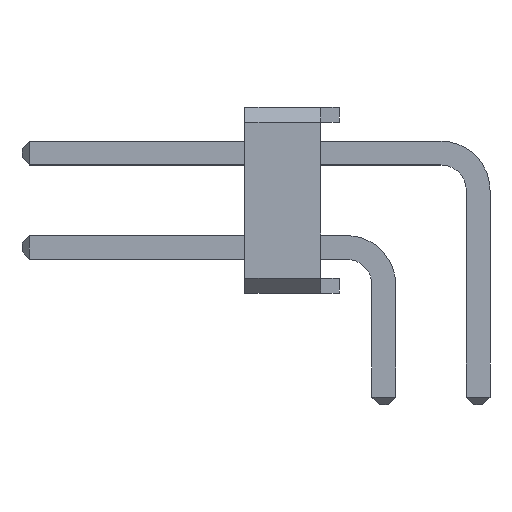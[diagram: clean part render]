
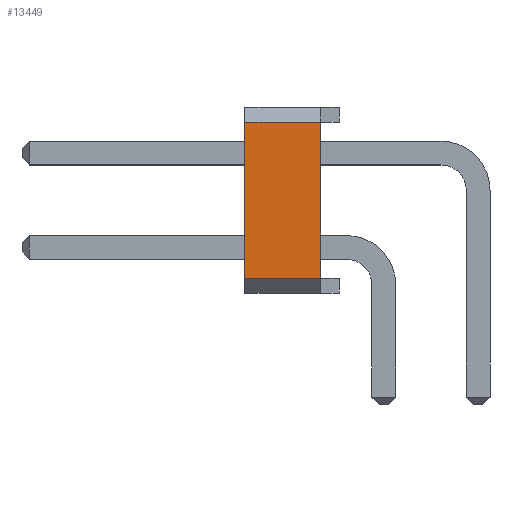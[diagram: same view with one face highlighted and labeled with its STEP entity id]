
A CAD part, left-side view. The second image highlights one B-rep face of the part: STEP entity #13449.
In plain terms, the highlighted planar face has unit normal (-1, 0, 0).
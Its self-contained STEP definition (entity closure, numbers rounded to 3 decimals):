
#832 = LINE ( 'NONE', #6202, #15618 ) ;
#1423 = FACE_OUTER_BOUND ( 'NONE', #5508, .T. ) ;
#2034 = EDGE_CURVE ( 'NONE', #5359, #11880, #5679, .T. ) ;
#2125 = CARTESIAN_POINT ( 'NONE',  ( -13.97, 4.24, 0.4 ) ) ;
#2548 = VECTOR ( 'NONE', #6378, 1000. ) ;
#2736 = DIRECTION ( 'NONE',  ( 0., 0., -1. ) ) ;
#2855 = CARTESIAN_POINT ( 'NONE',  ( -13.97, 6.28, 0.4 ) ) ;
#3646 = CARTESIAN_POINT ( 'NONE',  ( -13.97, 6.28, 4.6 ) ) ;
#4050 = CARTESIAN_POINT ( 'NONE',  ( -13.97, 6.28, 0. ) ) ;
#4878 = DIRECTION ( 'NONE',  ( 0., 0., 1. ) ) ;
#5146 = LINE ( 'NONE', #3646, #2548 ) ;
#5359 = VERTEX_POINT ( 'NONE', #12204 ) ;
#5508 = EDGE_LOOP ( 'NONE', ( #8592, #10131, #16197, #12601 ) ) ;
#5679 = LINE ( 'NONE', #2855, #14800 ) ;
#6202 = CARTESIAN_POINT ( 'NONE',  ( -13.97, 6.28, 0. ) ) ;
#6378 = DIRECTION ( 'NONE',  ( 0., 1., 0. ) ) ;
#6607 = CARTESIAN_POINT ( 'NONE',  ( -13.97, 4.24, 0. ) ) ;
#7765 = EDGE_CURVE ( 'NONE', #15592, #11880, #9797, .T. ) ;
#8231 = DIRECTION ( 'NONE',  ( 0., -1., 0. ) ) ;
#8465 = CARTESIAN_POINT ( 'NONE',  ( -13.97, 4.24, 4.6 ) ) ;
#8592 = ORIENTED_EDGE ( 'NONE', *, *, #7765, .F. ) ;
#9023 = VERTEX_POINT ( 'NONE', #14212 ) ;
#9404 = DIRECTION ( 'NONE',  ( 1., 0., 0. ) ) ;
#9797 = LINE ( 'NONE', #6607, #17282 ) ;
#10131 = ORIENTED_EDGE ( 'NONE', *, *, #14865, .T. ) ;
#11484 = EDGE_CURVE ( 'NONE', #5359, #9023, #832, .T. ) ;
#11880 = VERTEX_POINT ( 'NONE', #2125 ) ;
#11953 = DIRECTION ( 'NONE',  ( 0., 0., -1. ) ) ;
#12204 = CARTESIAN_POINT ( 'NONE',  ( -13.97, 6.28, 0.4 ) ) ;
#12601 = ORIENTED_EDGE ( 'NONE', *, *, #2034, .T. ) ;
#13449 = ADVANCED_FACE ( 'NONE', ( #1423 ), #14772, .F. ) ;
#14212 = CARTESIAN_POINT ( 'NONE',  ( -13.97, 6.28, 4.6 ) ) ;
#14772 = PLANE ( 'NONE',  #15977 ) ;
#14800 = VECTOR ( 'NONE', #8231, 1000. ) ;
#14865 = EDGE_CURVE ( 'NONE', #15592, #9023, #5146, .T. ) ;
#15592 = VERTEX_POINT ( 'NONE', #8465 ) ;
#15618 = VECTOR ( 'NONE', #4878, 1000. ) ;
#15977 = AXIS2_PLACEMENT_3D ( 'NONE', #4050, #9404, #2736 ) ;
#16197 = ORIENTED_EDGE ( 'NONE', *, *, #11484, .F. ) ;
#17282 = VECTOR ( 'NONE', #11953, 1000. ) ;
